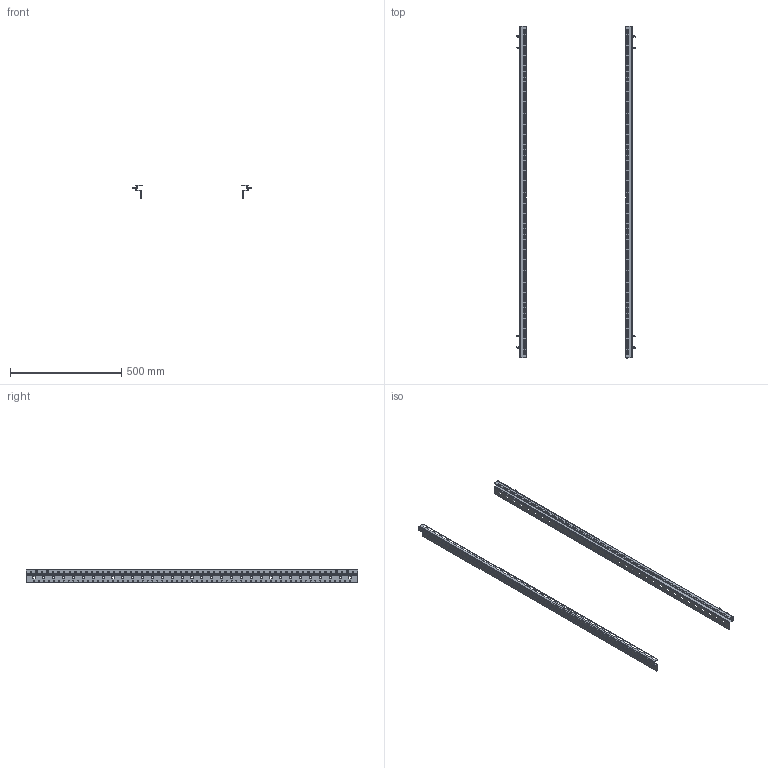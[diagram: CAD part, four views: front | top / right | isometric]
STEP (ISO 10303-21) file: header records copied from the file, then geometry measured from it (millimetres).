
FILE_DESCRIPTION (( 'STEP AP203' ), '1' );
FILE_NAME ('UR39002150006 Êîìïëåêò ïðîôèëåé 19-äþéìîâûõ Ñ-îáðàçíûõ RS52 33U (000.801.390-02) .STEP', '2022-04-26T06:44:39', ( '' ), ( '' ), 'SwSTEP 2.0', 'SolidWorks 2017', '' );
FILE_SCHEMA (( 'CONFIG_CONTROL_DESIGN' ));
Length unit declared in the file: millimetre
Products named in the file (3): Âèíò DIN 7500 C TORX_Œ5å16; 072-15 Ïðîôèëü 19-äþéìîâûé Ñ-îáðàçíûé RS52_02 (160.00) 33U; UR39002150006 Êîìïëåêò ïðîôèëåé 19-äþéìîâûõ Ñ-îáðàçíûõ RS52 33U (000.801.390-02) 
Assembly tree (10 placements, depth 2):
  UR39002150006 Êîìïëåêò ïðîôèëåé 19-äþéìîâûõ Ñ-îáðàçíûõ RS52 33U (000.801.390-02) 
    072-15 Ïðîôèëü 19-äþéìîâûé Ñ-îáðàçíûé RS52_02 (160.00) 33U  x2
    Âèíò DIN 7500 C TORX_Œ5å16  x8
Bounding box: 533 x 1494 x 62.5 mm (x, y, z)
Volume: 575814 mm3; surface area: 616974.5 mm2
Topology: 10 solids, 10 shells, 1948 faces, 5696 edges, 3776 vertices
Faces by surface type: plane 1256, cylinder 644, cone 32, sphere 16
Entity records: 29937 total; most frequent: CARTESIAN_POINT 5164, ORIENTED_EDGE 5024, DIRECTION 4761, EDGE_CURVE 2512, VECTOR 1943, LINE 1943, VERTEX_POINT 1666, AXIS2_PLACEMENT_3D 1409
